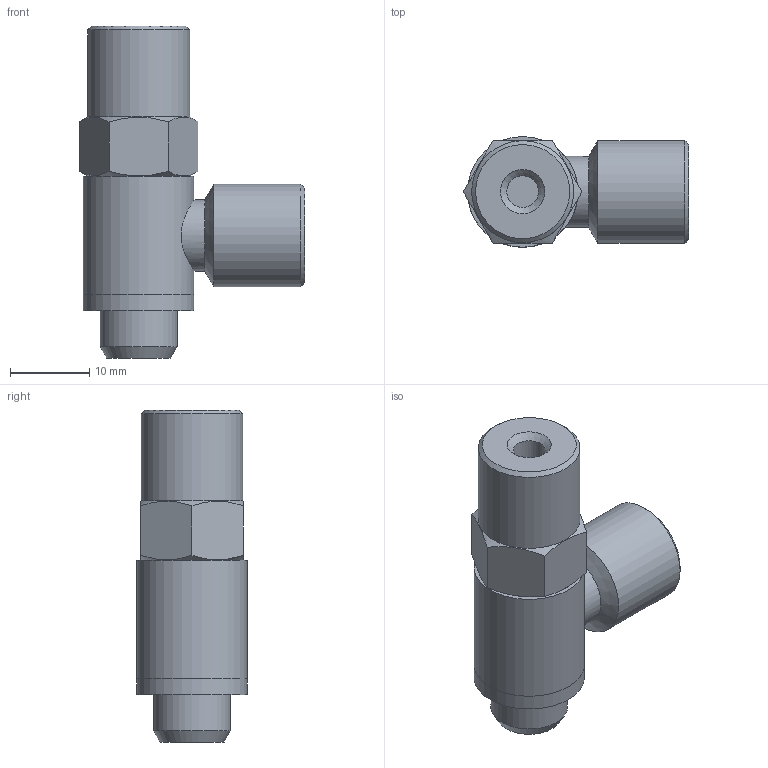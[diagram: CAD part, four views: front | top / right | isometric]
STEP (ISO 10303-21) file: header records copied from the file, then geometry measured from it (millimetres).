
FILE_DESCRIPTION(( 'MV.45R00.18CI.STP' ), '1');
FILE_NAME( 'MV.45R00.18CI.STP', '2018-10-05T12:24:25',( 'Sopra'),('sopra-pneumatic.com'), 'SwSTEP 2.0','SolidWorks 2009','' );
FILE_SCHEMA (('AUTOMOTIVE_DESIGN { 1 0 10303 214 1 1 1 1 }'));
Length unit declared in the file: millimetre
Products named in the file (4): Root; 60902; 800042_DTG._1-8_UNV.; 304642
Assembly tree (3 placements, depth 2):
  Root
    60902
    800042_DTG._1-8_UNV.
    304642
Bounding box: 28.51 x 14 x 42 mm (x, y, z)
Volume: 6376.1 mm3; surface area: 4474.4 mm2
Topology: 3 solids, 3 shells, 63 faces, 135 edges, 88 vertices
Faces by surface type: plane 29, cylinder 21, cone 13
Full cylindrical faces by diameter (mm): 4 x1, 4.019 x1, 5.5 x1, 8.566 x1, 9 x1, 9.728 x1, 9.85 x1, 9.9 x2, 10 x1, 10.6 x1, 12.9 x1, 13 x1, 14 x2
Entity records: 3794 total; most frequent: CARTESIAN_POINT 1558, DIRECTION 300, PRESENTATION_STYLE_ASSIGNMENT 187, COLOUR_RGB 186, DRAUGHTING_PRE_DEFINED_CURVE_FONT 184, CURVE_STYLE 184, OVER_RIDING_STYLED_ITEM 184, ORIENTED_EDGE 184
